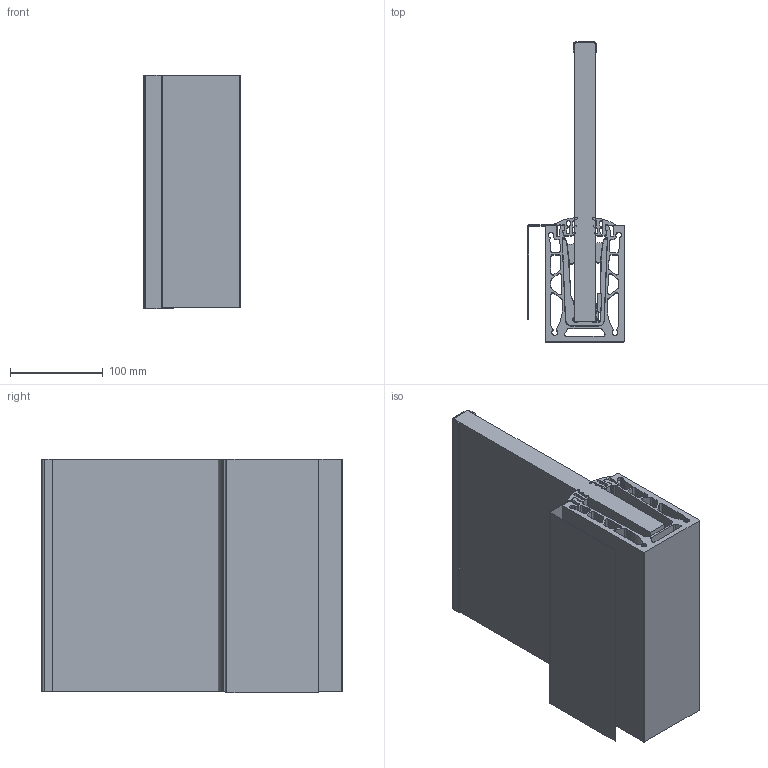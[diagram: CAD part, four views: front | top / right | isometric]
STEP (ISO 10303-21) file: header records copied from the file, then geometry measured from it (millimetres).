
FILE_DESCRIPTION (( 'STEP AP214' ), '1' );
FILE_NAME ('Baugruppe Profil 125 Glas 21-4.STEP', '2024-01-08T10:48:50', ( '' ), ( '' ), 'SwSTEP 2.0', 'SolidWorks 2022', '' );
FILE_SCHEMA (( 'AUTOMOTIVE_DESIGN' ));
Length unit declared in the file: millimetre
Products named in the file (9): Einhängeblech zu GGG125_01; 137485_01; 137492_01; 137488_01; 137490_01; Glas 21.52mm_01; 136204_01; Baugruppe Profil 125 Glas 21-4; 137491_01
Assembly tree (10 placements, depth 2):
  Baugruppe Profil 125 Glas 21-4
    137485_01
    Glas 21.52mm_01
    137490_01  x2
    137491_01
    137488_01
    137492_01  x2
    Einhängeblech zu GGG125_01
    136204_01
Bounding box: 104 x 323.25 x 251.5 mm (x, y, z)
Volume: 2757581.7 mm3; surface area: 770911.5 mm2
Topology: 11 solids, 11 shells, 2587 faces, 6956 edges, 4406 vertices
Faces by surface type: plane 1230, cylinder 762, bspline 411, torus 93, sphere 79, cone 12
Entity records: 92497 total; most frequent: CARTESIAN_POINT 33653, ORIENTED_EDGE 13208, DIRECTION 11007, EDGE_CURVE 6604, VERTEX_POINT 4182, VECTOR 3963, LINE 3963, AXIS2_PLACEMENT_3D 3522
